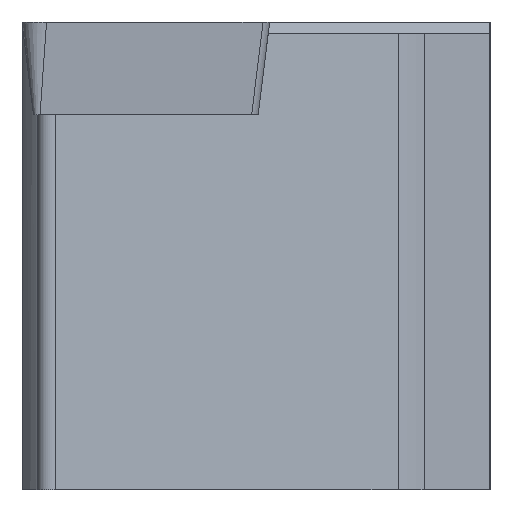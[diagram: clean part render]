
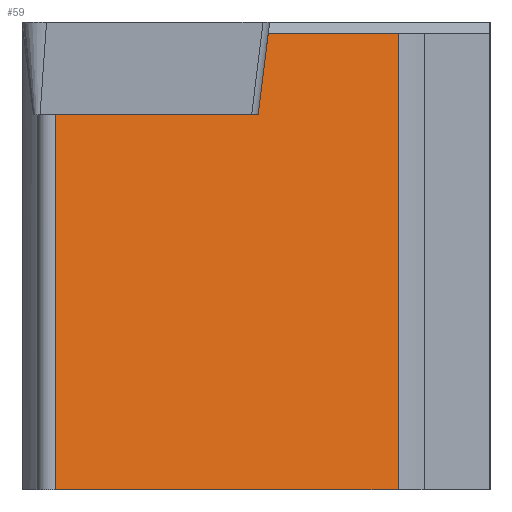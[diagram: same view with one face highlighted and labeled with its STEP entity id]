
A CAD part, left-side view. The second image highlights one B-rep face of the part: STEP entity #59.
In plain terms, the highlighted planar face has unit normal (-0.819, -0.574, 0).
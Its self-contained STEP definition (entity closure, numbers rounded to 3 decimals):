
#59=ADVANCED_FACE('',(#104),#84,.F.);
#84=PLANE('',#509);
#104=FACE_OUTER_BOUND('',#130,.T.);
#130=EDGE_LOOP('',(#182,#183,#184,#185,#186,#187));
#182=ORIENTED_EDGE('',*,*,#353,.F.);
#183=ORIENTED_EDGE('',*,*,#354,.F.);
#184=ORIENTED_EDGE('',*,*,#352,.F.);
#185=ORIENTED_EDGE('',*,*,#355,.T.);
#186=ORIENTED_EDGE('',*,*,#356,.T.);
#187=ORIENTED_EDGE('',*,*,#337,.T.);
#294=VERTEX_POINT('',#680);
#295=VERTEX_POINT('',#682);
#306=VERTEX_POINT('',#708);
#307=VERTEX_POINT('',#710);
#308=VERTEX_POINT('',#714);
#309=VERTEX_POINT('',#717);
#337=EDGE_CURVE('',#295,#294,#402,.T.);
#352=EDGE_CURVE('',#307,#306,#413,.T.);
#353=EDGE_CURVE('',#308,#294,#414,.T.);
#354=EDGE_CURVE('',#306,#308,#415,.T.);
#355=EDGE_CURVE('',#307,#309,#416,.T.);
#356=EDGE_CURVE('',#309,#295,#417,.T.);
#402=LINE('',#681,#452);
#413=LINE('',#711,#463);
#414=LINE('',#713,#464);
#415=LINE('',#715,#465);
#416=LINE('',#716,#466);
#417=LINE('',#718,#467);
#452=VECTOR('',#546,1.);
#463=VECTOR('',#569,1.);
#464=VECTOR('',#572,1.);
#465=VECTOR('',#573,1.);
#466=VECTOR('',#574,1.);
#467=VECTOR('',#575,1.);
#509=AXIS2_PLACEMENT_3D('',#719,#576,#577);
#546=DIRECTION('',(-0.574,0.819,0.));
#569=DIRECTION('',(0.,0.,1.));
#572=DIRECTION('',(0.085,-0.121,0.989));
#573=DIRECTION('',(0.574,-0.819,0.));
#574=DIRECTION('',(0.574,-0.819,0.));
#575=DIRECTION('',(0.,0.,1.));
#576=DIRECTION('',(0.819,0.574,0.));
#577=DIRECTION('',(0.574,-0.819,0.));
#680=CARTESIAN_POINT('',(4.899,5.687,-0.3));
#681=CARTESIAN_POINT('',(5.959,4.173,-0.3));
#682=CARTESIAN_POINT('',(7.23,2.358,-0.3));
#708=CARTESIAN_POINT('',(1.084,11.136,-2.38));
#710=CARTESIAN_POINT('',(1.084,11.136,-12.));
#711=CARTESIAN_POINT('',(1.084,11.136,-13.));
#713=CARTESIAN_POINT('',(3.748,7.332,-13.696));
#714=CARTESIAN_POINT('',(4.721,5.942,-2.38));
#715=CARTESIAN_POINT('',(1.084,11.136,-2.38));
#716=CARTESIAN_POINT('',(5.959,4.173,-12.));
#717=CARTESIAN_POINT('',(7.23,2.358,-12.));
#718=CARTESIAN_POINT('',(7.23,2.358,-13.));
#719=CARTESIAN_POINT('',(1.084,11.136,-13.));
